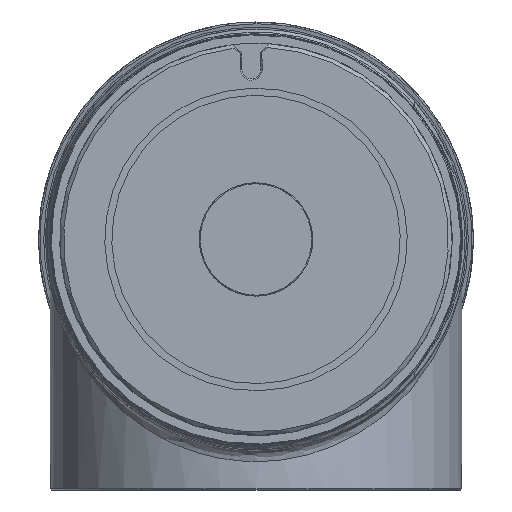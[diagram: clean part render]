
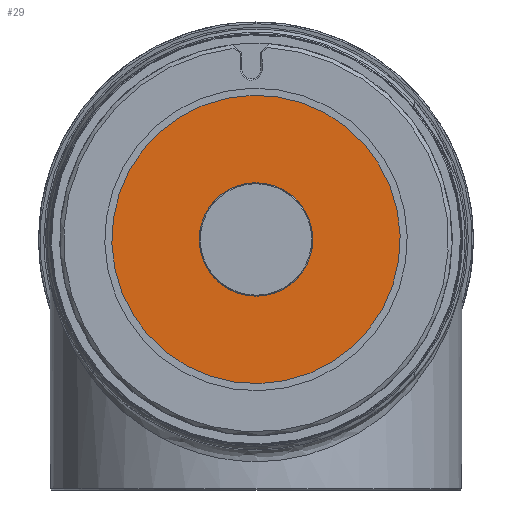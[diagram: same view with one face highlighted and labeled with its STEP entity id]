
A CAD part, left-side view. The second image highlights one B-rep face of the part: STEP entity #29.
In plain terms, the highlighted planar face has unit normal (-1, 0, 0).
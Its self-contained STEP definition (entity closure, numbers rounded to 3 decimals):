
#29 = ADVANCED_FACE ( 'NONE', ( #20109, #2259 ), #557, .T. ) ;
#124 = VERTEX_POINT ( 'NONE', #5445 ) ;
#283 = CIRCLE ( 'NONE', #11204, 12. ) ;
#557 = PLANE ( 'NONE',  #2996 ) ;
#632 = DIRECTION ( 'NONE',  ( -1., 0., 0. ) ) ;
#902 = CIRCLE ( 'NONE', #11488, 12. ) ;
#2048 = CARTESIAN_POINT ( 'NONE',  ( -143.8, 0., 1391.5 ) ) ;
#2066 = VERTEX_POINT ( 'NONE', #2048 ) ;
#2259 = FACE_OUTER_BOUND ( 'NONE', #14798, .T. ) ;
#2793 = CARTESIAN_POINT ( 'NONE',  ( -143.8, 0., 1379.5 ) ) ;
#2996 = AXIS2_PLACEMENT_3D ( 'NONE', #5472, #11978, #3775 ) ;
#3775 = DIRECTION ( 'NONE',  ( 0., 1., 0. ) ) ;
#4822 = DIRECTION ( 'NONE',  ( 0., 1., 0. ) ) ;
#5164 = ORIENTED_EDGE ( 'NONE', *, *, #12774, .T. ) ;
#5445 = CARTESIAN_POINT ( 'NONE',  ( -143.8, -0.826, 1349.011 ) ) ;
#5472 = CARTESIAN_POINT ( 'NONE',  ( -143.8, -31.488, 1380.353 ) ) ;
#5644 = CIRCLE ( 'NONE', #14197, 30.5 ) ;
#5686 = CARTESIAN_POINT ( 'NONE',  ( -143.8, 0., 1367.5 ) ) ;
#6253 = VERTEX_POINT ( 'NONE', #5686 ) ;
#7146 = CARTESIAN_POINT ( 'NONE',  ( -143.8, 0., 1379.5 ) ) ;
#7251 = DIRECTION ( 'NONE',  ( -1., 0., 0. ) ) ;
#7613 = DIRECTION ( 'NONE',  ( 0., -0.027, -1. ) ) ;
#8040 = DIRECTION ( 'NONE',  ( -1., 0., 0. ) ) ;
#10857 = AXIS2_PLACEMENT_3D ( 'NONE', #14333, #8040, #7613 ) ;
#10859 = ORIENTED_EDGE ( 'NONE', *, *, #12655, .F. ) ;
#11204 = AXIS2_PLACEMENT_3D ( 'NONE', #2793, #12939, #4822 ) ;
#11369 = CARTESIAN_POINT ( 'NONE',  ( -143.8, 0.826, 1409.989 ) ) ;
#11488 = AXIS2_PLACEMENT_3D ( 'NONE', #7146, #7251, #13649 ) ;
#11834 = ORIENTED_EDGE ( 'NONE', *, *, #20602, .F. ) ;
#11967 = ORIENTED_EDGE ( 'NONE', *, *, #18553, .T. ) ;
#11978 = DIRECTION ( 'NONE',  ( -1., 0., 0. ) ) ;
#12655 = EDGE_CURVE ( 'NONE', #6253, #2066, #283, .T. ) ;
#12774 = EDGE_CURVE ( 'NONE', #13753, #124, #12912, .T. ) ;
#12912 = CIRCLE ( 'NONE', #10857, 30.5 ) ;
#12939 = DIRECTION ( 'NONE',  ( -1., 0., 0. ) ) ;
#13649 = DIRECTION ( 'NONE',  ( 0., 1., 0. ) ) ;
#13662 = DIRECTION ( 'NONE',  ( 0., -0.027, -1. ) ) ;
#13753 = VERTEX_POINT ( 'NONE', #11369 ) ;
#13873 = CARTESIAN_POINT ( 'NONE',  ( -143.8, 0., 1379.5 ) ) ;
#14197 = AXIS2_PLACEMENT_3D ( 'NONE', #13873, #632, #13662 ) ;
#14333 = CARTESIAN_POINT ( 'NONE',  ( -143.8, 0., 1379.5 ) ) ;
#14798 = EDGE_LOOP ( 'NONE', ( #11967, #5164 ) ) ;
#18553 = EDGE_CURVE ( 'NONE', #124, #13753, #5644, .T. ) ;
#20109 = FACE_BOUND ( 'NONE', #20764, .T. ) ;
#20602 = EDGE_CURVE ( 'NONE', #2066, #6253, #902, .T. ) ;
#20764 = EDGE_LOOP ( 'NONE', ( #11834, #10859 ) ) ;
